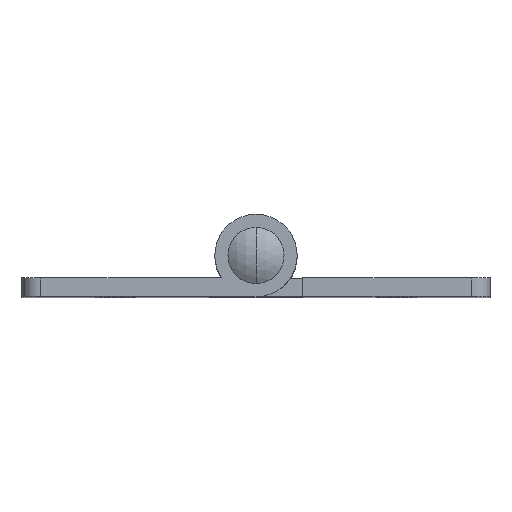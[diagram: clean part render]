
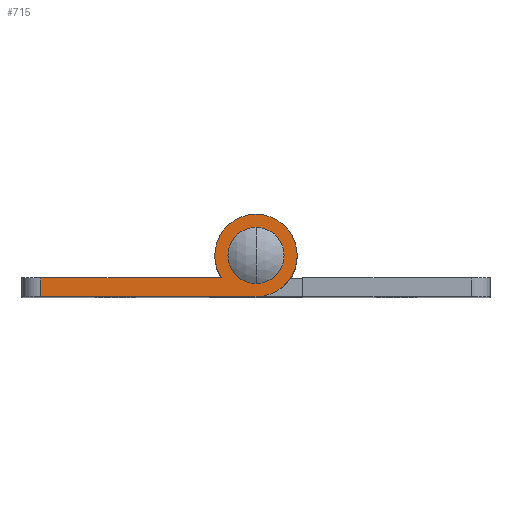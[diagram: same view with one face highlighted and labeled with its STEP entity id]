
A CAD part, top view. The second image highlights one B-rep face of the part: STEP entity #715.
In plain terms, the highlighted planar face has unit normal (0, 0, 1).
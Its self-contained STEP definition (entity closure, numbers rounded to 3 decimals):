
#2 = CARTESIAN_POINT ( 'NONE',  ( 0., -4.4, 32.5 ) ) ;
#20 = CIRCLE ( 'NONE', #1327, 4.4 ) ;
#36 = DIRECTION ( 'NONE',  ( -1., 0., 0. ) ) ;
#67 = CARTESIAN_POINT ( 'NONE',  ( -23., -4.4, 32.5 ) ) ;
#73 = AXIS2_PLACEMENT_3D ( 'NONE', #1366, #1207, #2013 ) ;
#99 = DIRECTION ( 'NONE',  ( 1., 0., 0. ) ) ;
#125 = DIRECTION ( 'NONE',  ( 1., 0., 0. ) ) ;
#142 = ORIENTED_EDGE ( 'NONE', *, *, #906, .T. ) ;
#228 = EDGE_CURVE ( 'NONE', #704, #2203, #566, .T. ) ;
#247 = CARTESIAN_POINT ( 'NONE',  ( -23., -4.4, 32.5 ) ) ;
#293 = AXIS2_PLACEMENT_3D ( 'NONE', #2533, #1417, #99 ) ;
#382 = CIRCLE ( 'NONE', #1287, 2.4 ) ;
#453 = FACE_BOUND ( 'NONE', #2187, .T. ) ;
#522 = VERTEX_POINT ( 'NONE', #2644 ) ;
#538 = LINE ( 'NONE', #67, #1434 ) ;
#566 = CIRCLE ( 'NONE', #73, 4.4 ) ;
#662 = DIRECTION ( 'NONE',  ( 1., 0., 0. ) ) ;
#681 = CARTESIAN_POINT ( 'NONE',  ( 0., 0., 32.5 ) ) ;
#689 = VERTEX_POINT ( 'NONE', #2 ) ;
#701 = CARTESIAN_POINT ( 'NONE',  ( -4.4, 0., 32.5 ) ) ;
#704 = VERTEX_POINT ( 'NONE', #701 ) ;
#715 = ADVANCED_FACE ( 'NONE', ( #1525, #453 ), #1536, .T. ) ;
#719 = EDGE_CURVE ( 'NONE', #2203, #1975, #1565, .T. ) ;
#766 = VERTEX_POINT ( 'NONE', #247 ) ;
#801 = CIRCLE ( 'NONE', #293, 2.4 ) ;
#826 = EDGE_CURVE ( 'NONE', #1975, #766, #538, .T. ) ;
#906 = EDGE_CURVE ( 'NONE', #689, #2127, #20, .T. ) ;
#966 = ORIENTED_EDGE ( 'NONE', *, *, #2038, .T. ) ;
#1024 = ORIENTED_EDGE ( 'NONE', *, *, #1269, .T. ) ;
#1039 = ORIENTED_EDGE ( 'NONE', *, *, #1651, .F. ) ;
#1119 = VERTEX_POINT ( 'NONE', #2111 ) ;
#1144 = DIRECTION ( 'NONE',  ( 1., 0., 0. ) ) ;
#1178 = EDGE_CURVE ( 'NONE', #522, #1119, #382, .T. ) ;
#1207 = DIRECTION ( 'NONE',  ( 0., 0., 1. ) ) ;
#1249 = AXIS2_PLACEMENT_3D ( 'NONE', #1969, #2576, #662 ) ;
#1269 = EDGE_CURVE ( 'NONE', #766, #689, #2601, .T. ) ;
#1281 = CARTESIAN_POINT ( 'NONE',  ( 0., -4.4, 32.5 ) ) ;
#1287 = AXIS2_PLACEMENT_3D ( 'NONE', #681, #1509, #1756 ) ;
#1327 = AXIS2_PLACEMENT_3D ( 'NONE', #2237, #2493, #125 ) ;
#1366 = CARTESIAN_POINT ( 'NONE',  ( 0., 0., 32.5 ) ) ;
#1417 = DIRECTION ( 'NONE',  ( 0., 0., 1. ) ) ;
#1434 = VECTOR ( 'NONE', #2054, 1000. ) ;
#1501 = AXIS2_PLACEMENT_3D ( 'NONE', #2384, #1963, #1144 ) ;
#1509 = DIRECTION ( 'NONE',  ( 0., 0., 1. ) ) ;
#1525 = FACE_OUTER_BOUND ( 'NONE', #1707, .T. ) ;
#1536 = PLANE ( 'NONE',  #1249 ) ;
#1565 = LINE ( 'NONE', #2424, #2641 ) ;
#1651 = EDGE_CURVE ( 'NONE', #1119, #522, #801, .T. ) ;
#1707 = EDGE_LOOP ( 'NONE', ( #2144, #2359, #1024, #142, #966, #2267 ) ) ;
#1756 = DIRECTION ( 'NONE',  ( 1., 0., 0. ) ) ;
#1902 = CIRCLE ( 'NONE', #1501, 4.4 ) ;
#1932 = DIRECTION ( 'NONE',  ( 1., 0., 0. ) ) ;
#1963 = DIRECTION ( 'NONE',  ( 0., 0., 1. ) ) ;
#1969 = CARTESIAN_POINT ( 'NONE',  ( 0., 0., 32.5 ) ) ;
#1975 = VERTEX_POINT ( 'NONE', #2017 ) ;
#2013 = DIRECTION ( 'NONE',  ( 1., 0., 0. ) ) ;
#2017 = CARTESIAN_POINT ( 'NONE',  ( -23., -2.4, 32.5 ) ) ;
#2038 = EDGE_CURVE ( 'NONE', #2127, #704, #1902, .T. ) ;
#2054 = DIRECTION ( 'NONE',  ( 0., -1., 0. ) ) ;
#2111 = CARTESIAN_POINT ( 'NONE',  ( 2.4, 0., 32.5 ) ) ;
#2127 = VERTEX_POINT ( 'NONE', #2431 ) ;
#2144 = ORIENTED_EDGE ( 'NONE', *, *, #719, .T. ) ;
#2187 = EDGE_LOOP ( 'NONE', ( #2528, #1039 ) ) ;
#2203 = VERTEX_POINT ( 'NONE', #2697 ) ;
#2230 = VECTOR ( 'NONE', #1932, 1000. ) ;
#2237 = CARTESIAN_POINT ( 'NONE',  ( 0., 0., 32.5 ) ) ;
#2267 = ORIENTED_EDGE ( 'NONE', *, *, #228, .T. ) ;
#2359 = ORIENTED_EDGE ( 'NONE', *, *, #826, .T. ) ;
#2384 = CARTESIAN_POINT ( 'NONE',  ( 0., 0., 32.5 ) ) ;
#2424 = CARTESIAN_POINT ( 'NONE',  ( -25., -2.4, 32.5 ) ) ;
#2431 = CARTESIAN_POINT ( 'NONE',  ( 4.4, 0., 32.5 ) ) ;
#2493 = DIRECTION ( 'NONE',  ( 0., 0., 1. ) ) ;
#2528 = ORIENTED_EDGE ( 'NONE', *, *, #1178, .F. ) ;
#2533 = CARTESIAN_POINT ( 'NONE',  ( 0., 0., 32.5 ) ) ;
#2576 = DIRECTION ( 'NONE',  ( 0., 0., 1. ) ) ;
#2601 = LINE ( 'NONE', #1281, #2230 ) ;
#2641 = VECTOR ( 'NONE', #36, 1000. ) ;
#2644 = CARTESIAN_POINT ( 'NONE',  ( -2.4, 0., 32.5 ) ) ;
#2697 = CARTESIAN_POINT ( 'NONE',  ( -3.688, -2.4, 32.5 ) ) ;
